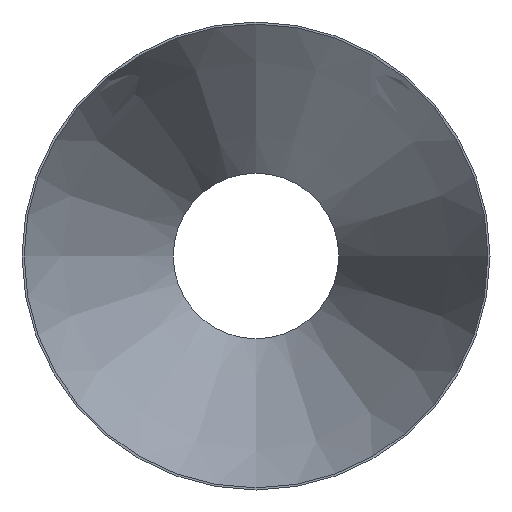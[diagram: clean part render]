
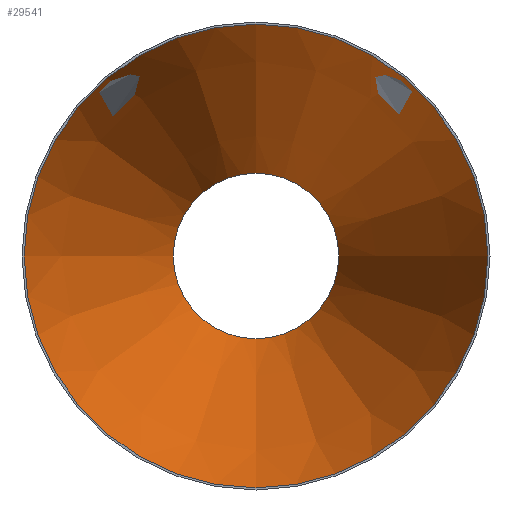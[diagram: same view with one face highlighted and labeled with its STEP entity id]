
A CAD part, front view. The second image highlights one B-rep face of the part: STEP entity #29541.
In plain terms, the highlighted conical face has half-angle 20.247 degrees and reference radius 349.802 mm.
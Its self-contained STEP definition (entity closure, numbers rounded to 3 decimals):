
#1034 = EDGE_LOOP ( 'NONE', ( #50607 ) ) ;
#5220 = CARTESIAN_POINT ( 'NONE',  ( 0., 610., -124.802 ) ) ;
#6249 = EDGE_LOOP ( 'NONE', ( #12560 ) ) ;
#7937 = EDGE_CURVE ( 'NONE', #46131, #46131, #41729, .T. ) ;
#8115 = DIRECTION ( 'NONE',  ( 0., 0., -1. ) ) ;
#8344 = AXIS2_PLACEMENT_3D ( 'NONE', #38820, #30463, #46617 ) ;
#9261 = CARTESIAN_POINT ( 'NONE',  ( 0., 0., -349.802 ) ) ;
#12490 = EDGE_CURVE ( 'NONE', #42081, #42081, #42684, .T. ) ;
#12560 = ORIENTED_EDGE ( 'NONE', *, *, #7937, .T. ) ;
#15932 = CARTESIAN_POINT ( 'NONE',  ( 0., 0., 0. ) ) ;
#15978 = AXIS2_PLACEMENT_3D ( 'NONE', #48333, #52634, #23563 ) ;
#20067 = FACE_BOUND ( 'NONE', #1034, .T. ) ;
#21991 = AXIS2_PLACEMENT_3D ( 'NONE', #15932, #44987, #8115 ) ;
#23563 = DIRECTION ( 'NONE',  ( 0., 0., -1. ) ) ;
#26274 = CONICAL_SURFACE ( 'NONE', #15978, 349.802, 0.353 ) ;
#29541 = ADVANCED_FACE ( 'NONE', ( #20067, #40788 ), #26274, .F. ) ;
#30463 = DIRECTION ( 'NONE',  ( 0., -1., 0. ) ) ;
#38820 = CARTESIAN_POINT ( 'NONE',  ( 0., 610., 0. ) ) ;
#40788 = FACE_OUTER_BOUND ( 'NONE', #6249, .T. ) ;
#41729 = CIRCLE ( 'NONE', #21991, 349.802 ) ;
#42081 = VERTEX_POINT ( 'NONE', #5220 ) ;
#42684 = CIRCLE ( 'NONE', #8344, 124.802 ) ;
#44987 = DIRECTION ( 'NONE',  ( 0., -1., 0. ) ) ;
#46131 = VERTEX_POINT ( 'NONE', #9261 ) ;
#46617 = DIRECTION ( 'NONE',  ( 0., 0., -1. ) ) ;
#48333 = CARTESIAN_POINT ( 'NONE',  ( 0., 0., 0. ) ) ;
#50607 = ORIENTED_EDGE ( 'NONE', *, *, #12490, .F. ) ;
#52634 = DIRECTION ( 'NONE',  ( 0., -1., 0. ) ) ;
